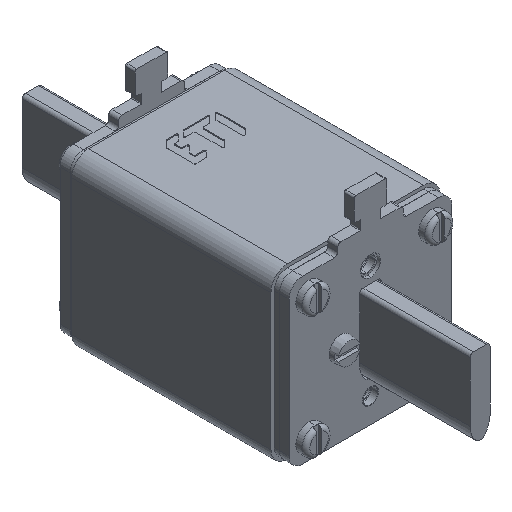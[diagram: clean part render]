
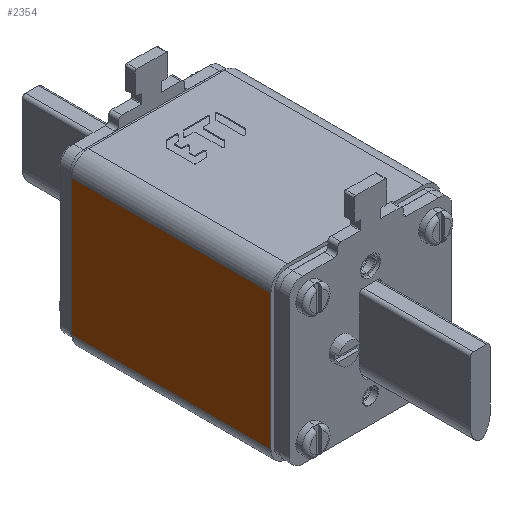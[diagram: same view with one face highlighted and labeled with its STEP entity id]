
A CAD part, isometric view. The second image highlights one B-rep face of the part: STEP entity #2354.
In plain terms, the highlighted face is planar.
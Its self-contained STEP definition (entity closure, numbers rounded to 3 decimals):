
#751=DIRECTION('',(1.,0.,0.));
#752=VECTOR('',#751,60.);
#753=CARTESIAN_POINT('',(-30.,25.5,20.5));
#754=LINE('',#753,#752);
#765=DIRECTION('',(0.,0.,-1.));
#766=VECTOR('',#765,41.);
#767=CARTESIAN_POINT('',(-30.,25.5,20.5));
#768=LINE('',#767,#766);
#779=DIRECTION('',(-1.,0.,0.));
#780=VECTOR('',#779,60.);
#781=CARTESIAN_POINT('',(30.,25.5,-20.5));
#782=LINE('',#781,#780);
#831=DIRECTION('',(0.,0.,-1.));
#832=VECTOR('',#831,41.);
#833=CARTESIAN_POINT('',(30.,25.5,20.5));
#834=LINE('',#833,#832);
#1852=CARTESIAN_POINT('',(-30.,25.5,-20.5));
#1853=VERTEX_POINT('',#1852);
#1854=CARTESIAN_POINT('',(-30.,25.5,20.5));
#1855=VERTEX_POINT('',#1854);
#1986=CARTESIAN_POINT('',(30.,25.5,20.5));
#1987=VERTEX_POINT('',#1986);
#1988=CARTESIAN_POINT('',(30.,25.5,-20.5));
#1989=VERTEX_POINT('',#1988);
#2341=CARTESIAN_POINT('',(-30.,25.5,-25.5));
#2342=DIRECTION('',(0.,1.,0.));
#2343=DIRECTION('',(0.,0.,1.));
#2344=AXIS2_PLACEMENT_3D('',#2341,#2342,#2343);
#2345=PLANE('',#2344);
#2347=ORIENTED_EDGE('',*,*,#2346,.F.);
#2349=ORIENTED_EDGE('',*,*,#2348,.F.);
#2350=ORIENTED_EDGE('',*,*,#2333,.F.);
#2351=ORIENTED_EDGE('',*,*,#2133,.T.);
#2352=EDGE_LOOP('',(#2347,#2349,#2350,#2351));
#2353=FACE_OUTER_BOUND('',#2352,.F.);
#2133=EDGE_CURVE('',#1855,#1853,#768,.T.);
#2333=EDGE_CURVE('',#1855,#1987,#754,.T.);
#2346=EDGE_CURVE('',#1989,#1853,#782,.T.);
#2348=EDGE_CURVE('',#1987,#1989,#834,.T.);
#2354=ADVANCED_FACE('',(#2353),#2345,.T.);
